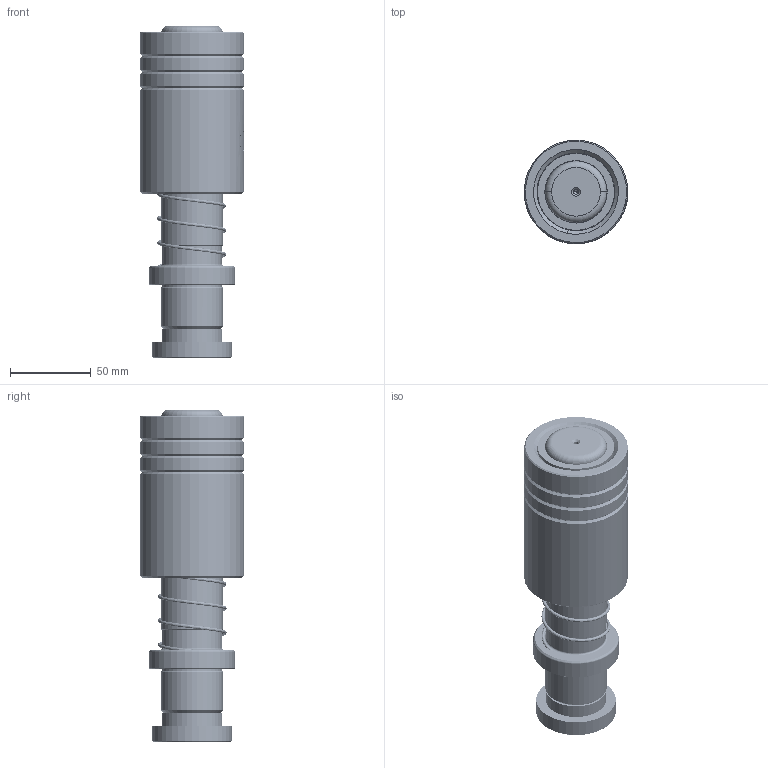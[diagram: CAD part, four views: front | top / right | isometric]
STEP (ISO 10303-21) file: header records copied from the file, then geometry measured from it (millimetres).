
FILE_DESCRIPTION (( 'STEP AP214' ), '1' );
FILE_NAME ('HBSH(HBJH)-D38-L160(BL-100).STEP', '2021-08-16T01:41:12', ( '' ), ( '' ), 'SwSTEP 2.0', 'SolidWorks 2016', '' );
FILE_SCHEMA (( 'AUTOMOTIVE_DESIGN' ));
Length unit declared in the file: millimetre
Products named in the file (323): BALL-D5; BSH-47.5-38.5-L90; HWP-D42.5-d38.5; DRP-D38-L160; HBSH(HBJH)-D38-L160(BL-100); BSH-D47.5-38.5-L90郪蚾; DRP蹟簽D38; TBB-D64-d48-L100
Assembly tree (317 placements, depth 3):
  BALL-D5
  BALL-D5
  BALL-D5
  BALL-D5
  BALL-D5
Bounding box: 63.98 x 63.96 x 205 mm (x, y, z)
Volume: 432345.3 mm3; surface area: 148388.3 mm2
Topology: 313 solids, 313 shells, 1376 faces, 5945 edges, 3946 vertices
Faces by surface type: sphere 1232, cylinder 42, cone 40, torus 24, plane 24, bspline 14
Entity records: 65318 total; most frequent: CARTESIAN_POINT 39773, ORIENTED_EDGE 4480, DIRECTION 3832, EDGE_CURVE 2240, AXIS2_PLACEMENT_3D 1855, VERTEX_POINT 1470, EDGE_LOOP 1364, B_SPLINE_CURVE_WITH_KNOTS 1337
